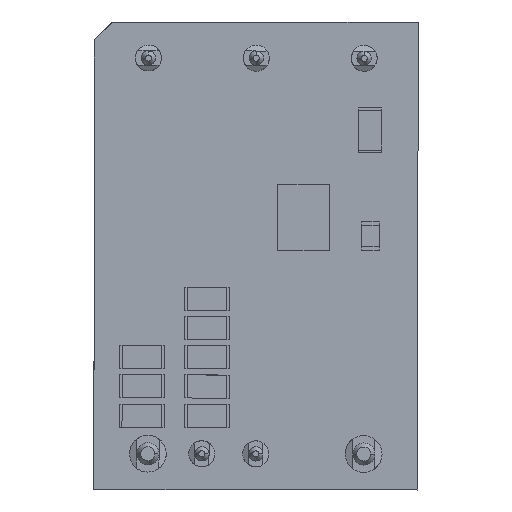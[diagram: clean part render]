
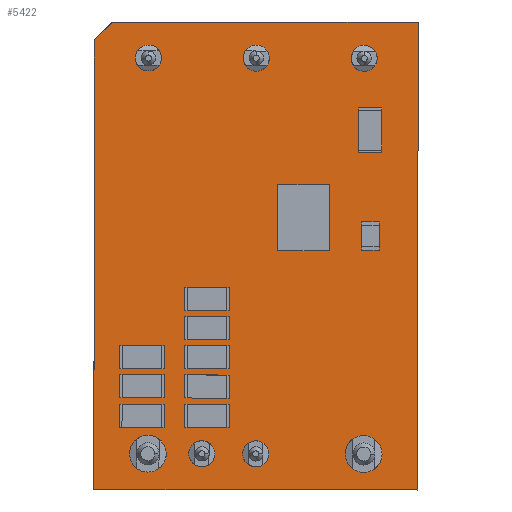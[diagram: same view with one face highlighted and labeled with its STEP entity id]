
A CAD part, front view. The second image highlights one B-rep face of the part: STEP entity #5422.
In plain terms, the highlighted free-form (B-spline) face has degree [1, 1] with [2, 2] control points.
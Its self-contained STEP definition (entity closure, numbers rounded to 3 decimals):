
#95 = CARTESIAN_POINT ( 'NONE',  ( -9.693, -0.016, 15.873 ) ) ;
#357 = LINE ( 'NONE', #13589, #8588 ) ;
#1008 = VECTOR ( 'NONE', #11765, 1000. ) ;
#1033 = CARTESIAN_POINT ( 'NONE',  ( -11.006, 0.006, -17.145 ) ) ;
#1043 = ORIENTED_EDGE ( 'NONE', *, *, #2299, .T. ) ;
#1082 = CARTESIAN_POINT ( 'NONE',  ( 11.897, -0.005, 15.845 ) ) ;
#1127 = CARTESIAN_POINT ( 'NONE',  ( -11.464, 0.006, -17.805 ) ) ;
#1910 = CARTESIAN_POINT ( 'NONE',  ( -11.006, 0.006, -17.145 ) ) ;
#2189 = FACE_OUTER_BOUND ( 'NONE', #5457, .T. ) ;
#2255 = CARTESIAN_POINT ( 'NONE',  ( 12.31, 0.018, -17.836 ) ) ;
#2299 = EDGE_CURVE ( 'NONE', #9193, #2622, #7353, .T. ) ;
#2622 = VERTEX_POINT ( 'NONE', #8821 ) ;
#2741 = VECTOR ( 'NONE', #8065, 1000. ) ;
#3016 = EDGE_CURVE ( 'NONE', #12576, #2622, #12893, .T. ) ;
#3043 = ORIENTED_EDGE ( 'NONE', *, *, #11834, .F. ) ;
#3311 = ORIENTED_EDGE ( 'NONE', *, *, #14868, .F. ) ;
#3331 = DIRECTION ( 'NONE',  ( 1., 0., -0.001 ) ) ;
#4625 = DIRECTION ( 'NONE',  ( 0.001, -0.001, 1. ) ) ;
#4980 = CARTESIAN_POINT ( 'NONE',  ( 12.356, -0.005, 16.505 ) ) ;
#5037 = LINE ( 'NONE', #13327, #1008 ) ;
#5422 = ADVANCED_FACE ( 'NONE', ( #2189 ), #9336, .F. ) ;
#5457 = EDGE_LOOP ( 'NONE', ( #1043, #8801, #8585, #3311, #3043 ) ) ;
#7353 = LINE ( 'NONE', #95, #2741 ) ;
#8065 = DIRECTION ( 'NONE',  ( -0.708, 0., -0.706 ) ) ;
#8585 = ORIENTED_EDGE ( 'NONE', *, *, #15629, .F. ) ;
#8588 = VECTOR ( 'NONE', #14894, 1000. ) ;
#8801 = ORIENTED_EDGE ( 'NONE', *, *, #3016, .F. ) ;
#8821 = CARTESIAN_POINT ( 'NONE',  ( -10.964, -0.016, 14.605 ) ) ;
#9193 = VERTEX_POINT ( 'NONE', #17208 ) ;
#9238 = CARTESIAN_POINT ( 'NONE',  ( -11.419, -0.017, 16.536 ) ) ;
#9327 = VERTEX_POINT ( 'NONE', #1082 ) ;
#9336 = B_SPLINE_SURFACE_WITH_KNOTS ( 'NONE', 1, 1, ( 
 ( #9238, #1127 ),
 ( #4980, #2255 ) ),
 .UNSPECIFIED., .F., .F., .F.,
 ( 2, 2 ),
 ( 2, 2 ),
 ( -11.89, 11.884 ),
 ( -17.17, 17.17 ),
 .UNSPECIFIED. ) ;
#11742 = CARTESIAN_POINT ( 'NONE',  ( 11.854, 0.017, -17.175 ) ) ;
#11765 = DIRECTION ( 'NONE',  ( -1., 0., 0.001 ) ) ;
#11834 = EDGE_CURVE ( 'NONE', #9193, #9327, #14261, .T. ) ;
#12576 = VERTEX_POINT ( 'NONE', #1033 ) ;
#12893 = LINE ( 'NONE', #1910, #16097 ) ;
#13327 = CARTESIAN_POINT ( 'NONE',  ( 11.854, 0.017, -17.175 ) ) ;
#13589 = CARTESIAN_POINT ( 'NONE',  ( 11.897, -0.005, 15.845 ) ) ;
#13835 = VECTOR ( 'NONE', #3331, 1000. ) ;
#14170 = VERTEX_POINT ( 'NONE', #11742 ) ;
#14261 = LINE ( 'NONE', #15334, #13835 ) ;
#14868 = EDGE_CURVE ( 'NONE', #9327, #14170, #357, .T. ) ;
#14894 = DIRECTION ( 'NONE',  ( -0.001, 0.001, -1. ) ) ;
#15334 = CARTESIAN_POINT ( 'NONE',  ( -9.693, -0.016, 15.873 ) ) ;
#15629 = EDGE_CURVE ( 'NONE', #14170, #12576, #5037, .T. ) ;
#16097 = VECTOR ( 'NONE', #4625, 1000. ) ;
#17208 = CARTESIAN_POINT ( 'NONE',  ( -9.693, -0.016, 15.873 ) ) ;
